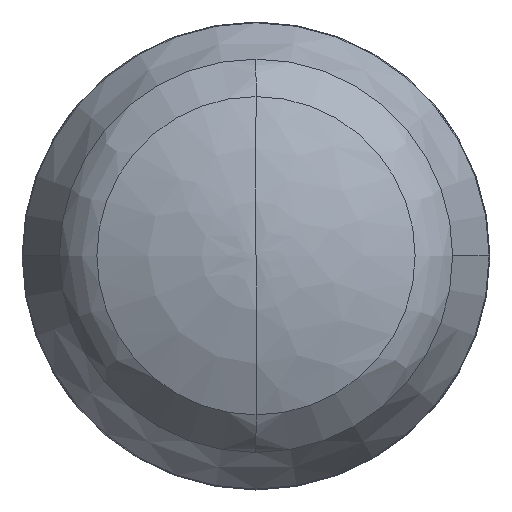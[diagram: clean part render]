
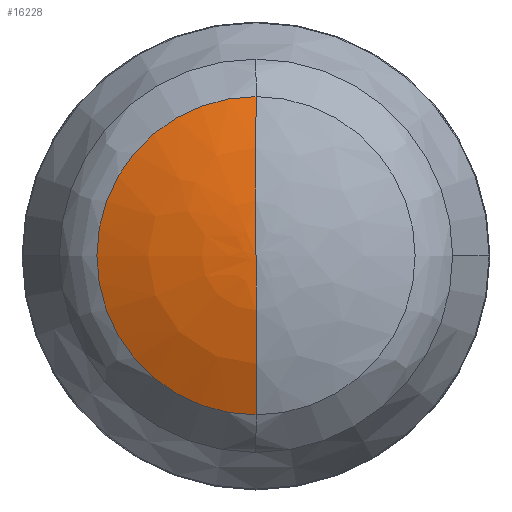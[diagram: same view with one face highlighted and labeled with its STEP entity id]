
A CAD part, top view. The second image highlights one B-rep face of the part: STEP entity #16228.
In plain terms, the highlighted free-form (B-spline) face has degree [3, 3] with [4, 7] control points.
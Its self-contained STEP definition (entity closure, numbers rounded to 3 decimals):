
#829 = FACE_OUTER_BOUND ( 'NONE', #6420, .T. ) ;
#941 = CARTESIAN_POINT ( 'NONE',  ( -6.95, -4.071, 14.736 ) ) ;
#1056 = CARTESIAN_POINT ( 'NONE',  ( 0., 0., 15.496 ) ) ;
#1462 = VERTEX_POINT ( 'NONE', #21130 ) ;
#1641 = VERTEX_POINT ( 'NONE', #4631 ) ;
#2152 = AXIS2_PLACEMENT_3D ( 'NONE', #15172, #22262, #6380 ) ;
#2669 = CARTESIAN_POINT ( 'NONE',  ( -4.071, 6.95, 14.736 ) ) ;
#2785 = CARTESIAN_POINT ( 'NONE',  ( 0., 0., 15.496 ) ) ;
#4409 = CARTESIAN_POINT ( 'NONE',  ( -5.938, -10.137, 13.25 ) ) ;
#4531 = CARTESIAN_POINT ( 'NONE',  ( -3.517, -2.06, 15.496 ) ) ;
#4631 = CARTESIAN_POINT ( 'NONE',  ( 0., 10.137, 13.25 ) ) ;
#4853 = VERTEX_POINT ( 'NONE', #12867 ) ;
#5148 = EDGE_CURVE ( 'NONE', #1641, #1462, #21114, .T. ) ;
#5799 = DIRECTION ( 'NONE',  ( 0., 0., -1. ) ) ;
#6149 = CARTESIAN_POINT ( 'NONE',  ( -10.137, 5.938, 13.25 ) ) ;
#6264 = CARTESIAN_POINT ( 'NONE',  ( -2.06, 3.517, 15.496 ) ) ;
#6380 = DIRECTION ( 'NONE',  ( -1., 0., 0. ) ) ;
#6420 = EDGE_LOOP ( 'NONE', ( #20644, #8477, #12047 ) ) ;
#6966 = DIRECTION ( 'NONE',  ( 1., 0., 0. ) ) ;
#8007 = CARTESIAN_POINT ( 'NONE',  ( -4.071, -6.95, 14.736 ) ) ;
#8125 = CARTESIAN_POINT ( 'NONE',  ( 0., 0., 15.496 ) ) ;
#8477 = ORIENTED_EDGE ( 'NONE', *, *, #22770, .T. ) ;
#9094 = AXIS2_PLACEMENT_3D ( 'NONE', #14591, #21679, #5799 ) ;
#9734 = CARTESIAN_POINT ( 'NONE',  ( -6.95, 4.071, 14.736 ) ) ;
#9852 = CARTESIAN_POINT ( 'NONE',  ( 0., 0., 15.496 ) ) ;
#11470 = CARTESIAN_POINT ( 'NONE',  ( 0., -10.137, 13.25 ) ) ;
#11587 = CARTESIAN_POINT ( 'NONE',  ( -2.06, -3.517, 15.496 ) ) ;
#12047 = ORIENTED_EDGE ( 'NONE', *, *, #5148, .F. ) ;
#12146 = CIRCLE ( 'NONE', #2152, 10.137 ) ;
#12867 = CARTESIAN_POINT ( 'NONE',  ( 0., -10.137, 13.25 ) ) ;
#13203 = CARTESIAN_POINT ( 'NONE',  ( -10.137, 0., 13.25 ) ) ;
#13327 = CARTESIAN_POINT ( 'NONE',  ( -3.517, 2.06, 15.496 ) ) ;
#14007 = DIRECTION ( 'NONE',  ( 0., 0., -1. ) ) ;
#14591 = CARTESIAN_POINT ( 'NONE',  ( 0., 0., -8.504 ) ) ;
#14941 = CARTESIAN_POINT ( 'NONE',  ( 0., 10.137, 13.25 ) ) ;
#15059 = CARTESIAN_POINT ( 'NONE',  ( 0., -6.95, 14.736 ) ) ;
#15172 = CARTESIAN_POINT ( 'NONE',  ( 0., 0., 13.25 ) ) ;
#15174 = CARTESIAN_POINT ( 'NONE',  ( 0., 0., 15.496 ) ) ;
#15314 = EDGE_CURVE ( 'NONE', #4853, #1641, #12146, .T. ) ;
#15332 =( BOUNDED_SURFACE ( )  B_SPLINE_SURFACE ( 3, 3, ( 
 ( #14941, #22027, #6149, #13203, #20289, #4409, #11470 ),
 ( #18549, #2669, #9734, #16803, #941, #8007, #15059 ),
 ( #22144, #6264, #13327, #20416, #4531, #11587, #18663 ),
 ( #2785, #9852, #16923, #1056, #8125, #15174, #22266 ) ),
 .UNSPECIFIED., .F., .F., .F. ) 
 B_SPLINE_SURFACE_WITH_KNOTS ( ( 4, 4 ),
 ( 4, 3, 4 ),
 ( 0., 1. ),
 ( 0., 0.5, 1. ),
 .UNSPECIFIED. ) 
 GEOMETRIC_REPRESENTATION_ITEM ( )  RATIONAL_B_SPLINE_SURFACE ( (
 ( 1., 0.805, 0.805, 1., 0.805, 0.805, 1.),
 ( 0.984, 0.792, 0.792, 0.984, 0.792, 0.792, 0.984),
 ( 0.984, 0.792, 0.792, 0.984, 0.792, 0.792, 0.984),
 ( 1., 0.805, 0.805, 1., 0.805, 0.805, 1.) ) ) 
 REPRESENTATION_ITEM ( '' )  SURFACE ( )  );
#16228 = ADVANCED_FACE ( 'NONE', ( #829 ), #15332, .F. ) ;
#16803 = CARTESIAN_POINT ( 'NONE',  ( -6.95, 0., 14.736 ) ) ;
#16923 = CARTESIAN_POINT ( 'NONE',  ( 0., 0., 15.496 ) ) ;
#17414 = AXIS2_PLACEMENT_3D ( 'NONE', #22829, #6966, #14007 ) ;
#18549 = CARTESIAN_POINT ( 'NONE',  ( 0., 6.95, 14.736 ) ) ;
#18663 = CARTESIAN_POINT ( 'NONE',  ( 0., -3.517, 15.496 ) ) ;
#19097 = CIRCLE ( 'NONE', #9094, 24. ) ;
#20289 = CARTESIAN_POINT ( 'NONE',  ( -10.137, -5.938, 13.25 ) ) ;
#20416 = CARTESIAN_POINT ( 'NONE',  ( -3.517, 0., 15.496 ) ) ;
#20644 = ORIENTED_EDGE ( 'NONE', *, *, #15314, .F. ) ;
#21114 = CIRCLE ( 'NONE', #17414, 24. ) ;
#21130 = CARTESIAN_POINT ( 'NONE',  ( 0., 0., 15.496 ) ) ;
#21679 = DIRECTION ( 'NONE',  ( -1., 0., 0. ) ) ;
#22027 = CARTESIAN_POINT ( 'NONE',  ( -5.938, 10.137, 13.25 ) ) ;
#22144 = CARTESIAN_POINT ( 'NONE',  ( 0., 3.517, 15.496 ) ) ;
#22262 = DIRECTION ( 'NONE',  ( 0., 0., -1. ) ) ;
#22266 = CARTESIAN_POINT ( 'NONE',  ( 0., 0., 15.496 ) ) ;
#22770 = EDGE_CURVE ( 'NONE', #4853, #1462, #19097, .T. ) ;
#22829 = CARTESIAN_POINT ( 'NONE',  ( 0., 0., -8.504 ) ) ;
